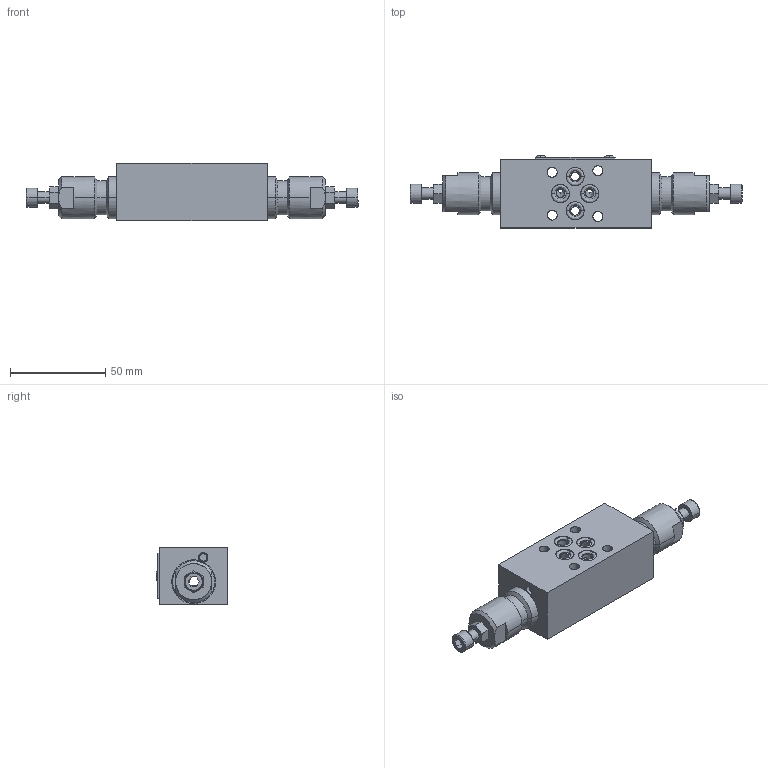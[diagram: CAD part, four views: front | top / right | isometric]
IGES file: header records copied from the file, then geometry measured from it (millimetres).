
Start section: SolidWorks IGES file using analytic representation for surfaces
Global section: file name: AM2VMABC-001.igs; native system: SolidWorks 2016; preprocessor: SolidWorks 2016; author: serviziopdm; date: 170309.082653; units: millimetre
Bounding box: 174.4 x 37.8 x 30 mm (x, y, z)
Surface area: 24915.2 mm2 (no closed solid volume)
Topology: 0 solids, 0 shells, 207 faces, 3924 edges, 3924 vertices
Faces by surface type: bspline 115, revolution 92
